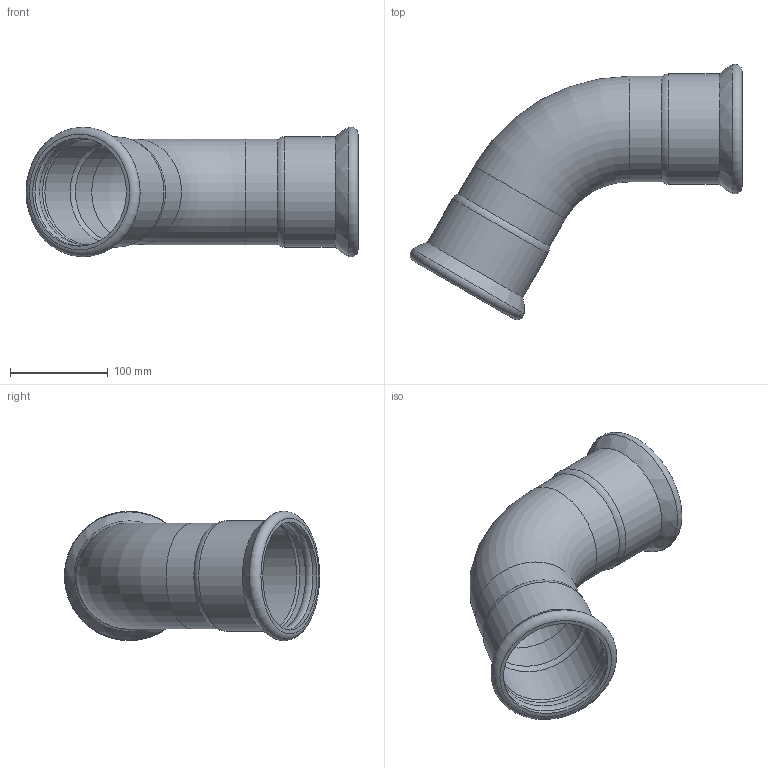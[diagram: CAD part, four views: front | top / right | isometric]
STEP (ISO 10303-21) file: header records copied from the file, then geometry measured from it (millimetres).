
FILE_DESCRIPTION(/* description */ ('CURVA 60° FF De108'),/* implementation_level */ '2;1');
FILE_NAME(/* name */ '181108600_Inoxpres.stp',/* time_stamp */ '2022-10-11T09:28:44+02:00',/* author */ ('Vault'),/* organization */ ('Raccorderie metalliche s.p.a. '),/* preprocessor_version */ 'ST-DEVELOPER v18.1',/* originating_system */ 'Autodesk Inventor 2020',/* authorisation */ 'Raccorderie metalliche s.p.a. ');
FILE_SCHEMA (('AUTOMOTIVE_DESIGN { 1 0 10303 214 3 1 1 }'));
Length unit declared in the file: millimetre
Products named in the file (1): 181108600_Inoxpres
Bounding box: 339.5 x 261.15 x 132.47 mm (x, y, z)
Volume: 360668.7 mm3; surface area: 259982 mm2
Topology: 1 solids, 1 shells, 28 faces, 100 edges, 74 vertices
Faces by surface type: torus 12, cylinder 12, bspline 2, plane 2
Full cylindrical faces by diameter (mm): 104 x2, 108 x2, 108.8 x2, 110.7 x4, 112.8 x2
Entity records: 1257 total; most frequent: CARTESIAN_POINT 255, DIRECTION 242, ORIENTED_EDGE 200, AXIS2_PLACEMENT_3D 115, EDGE_CURVE 100, CIRCLE 88, VERTEX_POINT 74, EDGE_LOOP 30
